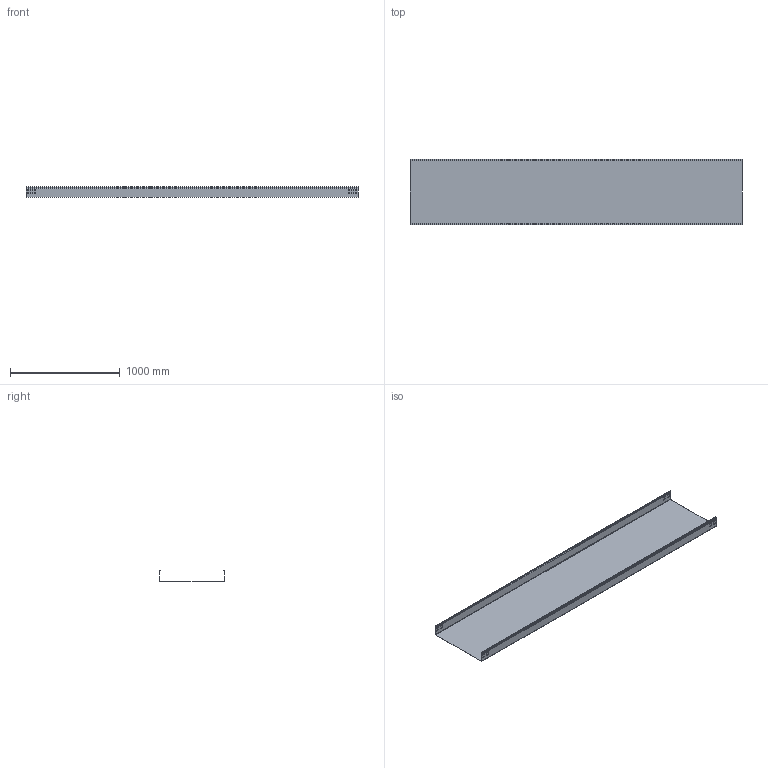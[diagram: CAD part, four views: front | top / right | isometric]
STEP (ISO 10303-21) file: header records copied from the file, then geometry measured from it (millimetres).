
FILE_DESCRIPTION(/* description */ (''),/* implementation_level */ '2;1');
FILE_NAME(/* name */ '487390.stp',/* time_stamp */ '2023-12-19T13:51:14+01:00',/* author */ ('bonnaudn'),/* organization */ (''),/* preprocessor_version */ 'ST-DEVELOPER v19.2',/* originating_system */ 'AutoCAD Mechanical',/* authorisation */ '');
FILE_SCHEMA (('AUTOMOTIVE_DESIGN { 1 0 10303 214 3 1 1 }'));
Length unit declared in the file: millimetre
Products named in the file (1): Product
Bounding box: 3030 x 600.4 x 100 mm (x, y, z)
Volume: 3696919.5 mm3; surface area: 4947276.7 mm2
Topology: 1 solids, 33 shells, 70 faces, 236 edges, 200 vertices
Faces by surface type: plane 50, cylinder 20
Entity records: 2729 total; most frequent: CARTESIAN_POINT 507, DIRECTION 482, ORIENTED_EDGE 344, EDGE_CURVE 236, VERTEX_POINT 200, AXIS2_PLACEMENT_3D 175, LINE 132, VECTOR 132
